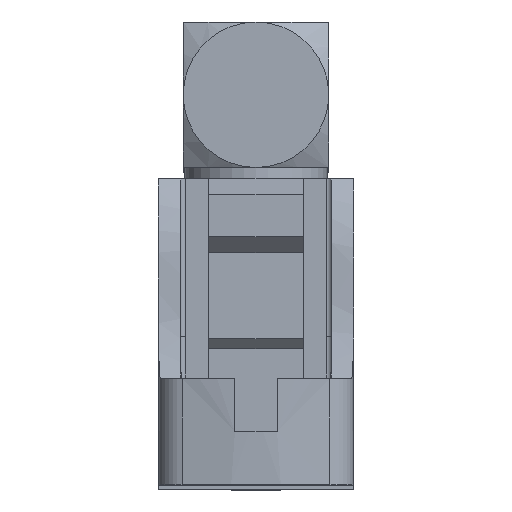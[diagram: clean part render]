
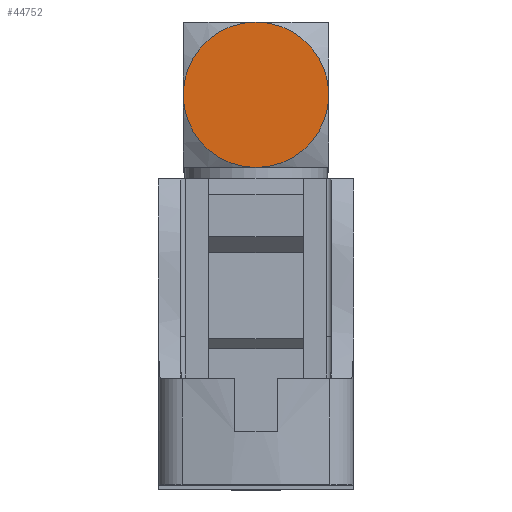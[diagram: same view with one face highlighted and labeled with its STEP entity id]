
A CAD part, top view. The second image highlights one B-rep face of the part: STEP entity #44752.
In plain terms, the highlighted face is planar.
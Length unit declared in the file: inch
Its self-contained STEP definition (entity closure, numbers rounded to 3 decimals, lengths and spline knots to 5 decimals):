
#2415 = EDGE_CURVE ( 'NONE', #7553, #58039, #14144, .T. ) ;
#2943 = AXIS2_PLACEMENT_3D ( 'NONE', #46707, #9697, #42762 ) ;
#3530 = EDGE_CURVE ( 'NONE', #52860, #7553, #58725, .T. ) ;
#4141 = CIRCLE ( 'NONE', #34217, 0.138 ) ;
#6448 = CARTESIAN_POINT ( 'NONE',  ( 0., 0.138, -0.73965 ) ) ;
#6520 = DIRECTION ( 'NONE',  ( 0., 1., 0. ) ) ;
#7005 = ORIENTED_EDGE ( 'NONE', *, *, #2415, .T. ) ;
#7553 = VERTEX_POINT ( 'NONE', #20504 ) ;
#7768 = CIRCLE ( 'NONE', #2943, 0.138 ) ;
#9697 = DIRECTION ( 'NONE',  ( 0., 1., 0. ) ) ;
#12513 = ORIENTED_EDGE ( 'NONE', *, *, #3530, .T. ) ;
#13000 = CARTESIAN_POINT ( 'NONE',  ( 0., 0.138, -0.87765 ) ) ;
#14144 = CIRCLE ( 'NONE', #28691, 0.138 ) ;
#14739 = EDGE_LOOP ( 'NONE', ( #52562, #37981, #12513, #7005 ) ) ;
#14815 = CARTESIAN_POINT ( 'NONE',  ( 0., 0.138, -0.73965 ) ) ;
#15515 = CARTESIAN_POINT ( 'NONE',  ( -0.138, 0.138, -0.73965 ) ) ;
#17827 = PLANE ( 'NONE',  #54185 ) ;
#17928 = EDGE_CURVE ( 'NONE', #41667, #52860, #4141, .T. ) ;
#19278 = CARTESIAN_POINT ( 'NONE',  ( 0.138, 0.138, -0.73965 ) ) ;
#20504 = CARTESIAN_POINT ( 'NONE',  ( 0., 0.138, -0.60165 ) ) ;
#23895 = DIRECTION ( 'NONE',  ( 0., 0., 1. ) ) ;
#26604 = FACE_OUTER_BOUND ( 'NONE', #14739, .T. ) ;
#28691 = AXIS2_PLACEMENT_3D ( 'NONE', #14815, #55802, #23895 ) ;
#30559 = DIRECTION ( 'NONE',  ( 0., 0., -1. ) ) ;
#32520 = AXIS2_PLACEMENT_3D ( 'NONE', #52656, #6520, #53263 ) ;
#34217 = AXIS2_PLACEMENT_3D ( 'NONE', #6448, #57178, #48018 ) ;
#37981 = ORIENTED_EDGE ( 'NONE', *, *, #17928, .T. ) ;
#40200 = EDGE_CURVE ( 'NONE', #58039, #41667, #7768, .T. ) ;
#40875 = DIRECTION ( 'NONE',  ( 0., -1., 0. ) ) ;
#41667 = VERTEX_POINT ( 'NONE', #13000 ) ;
#42762 = DIRECTION ( 'NONE',  ( 0., 0., 1. ) ) ;
#44752 = ADVANCED_FACE ( 'NONE', ( #26604 ), #17827, .F. ) ;
#46707 = CARTESIAN_POINT ( 'NONE',  ( 0., 0.138, -0.73965 ) ) ;
#48018 = DIRECTION ( 'NONE',  ( 0., 0., 1. ) ) ;
#52562 = ORIENTED_EDGE ( 'NONE', *, *, #40200, .T. ) ;
#52656 = CARTESIAN_POINT ( 'NONE',  ( 0., 0.138, -0.73965 ) ) ;
#52860 = VERTEX_POINT ( 'NONE', #15515 ) ;
#53263 = DIRECTION ( 'NONE',  ( 0., 0., 1. ) ) ;
#54185 = AXIS2_PLACEMENT_3D ( 'NONE', #54550, #40875, #30559 ) ;
#54550 = CARTESIAN_POINT ( 'NONE',  ( 0.138, 0.138, -0.87765 ) ) ;
#55802 = DIRECTION ( 'NONE',  ( 0., 1., 0. ) ) ;
#57178 = DIRECTION ( 'NONE',  ( 0., 1., 0. ) ) ;
#58039 = VERTEX_POINT ( 'NONE', #19278 ) ;
#58725 = CIRCLE ( 'NONE', #32520, 0.138 ) ;
